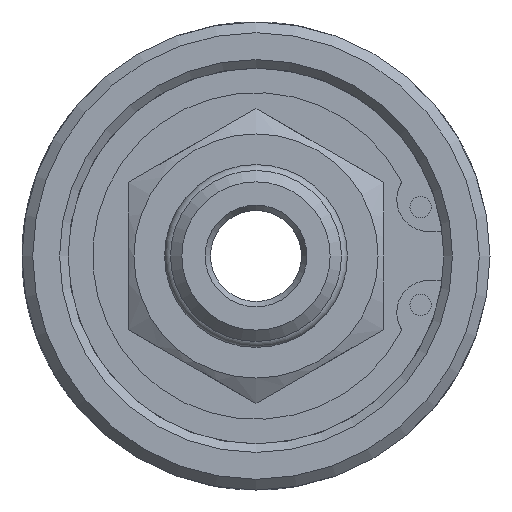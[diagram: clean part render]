
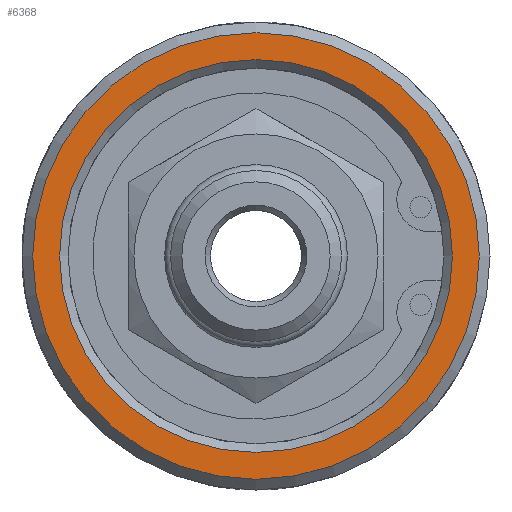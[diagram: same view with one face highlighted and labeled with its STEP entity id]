
A CAD part, left-side view. The second image highlights one B-rep face of the part: STEP entity #6368.
In plain terms, the highlighted planar face has unit normal (-1, 0, 0).
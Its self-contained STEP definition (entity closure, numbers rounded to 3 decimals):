
#606=FACE_BOUND('',#1970,.T.);
#1444=PLANE('',#6805);
#1590=FACE_OUTER_BOUND('',#1969,.T.);
#1969=EDGE_LOOP('',(#4390));
#1970=EDGE_LOOP('',(#4391));
#2400=CIRCLE('',#6787,20.85);
#2409=CIRCLE('',#6806,18.34);
#2677=VERTEX_POINT('',#9211);
#2691=VERTEX_POINT('',#9453);
#3349=EDGE_CURVE('',#2677,#2677,#2400,.T.);
#3374=EDGE_CURVE('',#2691,#2691,#2409,.T.);
#4390=ORIENTED_EDGE('',*,*,#3349,.F.);
#4391=ORIENTED_EDGE('',*,*,#3374,.F.);
#6368=ADVANCED_FACE('',(#1590,#606),#1444,.T.);
#6787=AXIS2_PLACEMENT_3D('',#9213,#7363,#7364);
#6805=AXIS2_PLACEMENT_3D('',#9452,#7407,#7408);
#6806=AXIS2_PLACEMENT_3D('',#9454,#7409,#7410);
#7363=DIRECTION('center_axis',(1.,0.,0.));
#7364=DIRECTION('ref_axis',(0.,-1.,0.));
#7407=DIRECTION('center_axis',(-1.,0.,0.));
#7408=DIRECTION('ref_axis',(0.,0.,1.));
#7409=DIRECTION('center_axis',(-1.,0.,0.));
#7410=DIRECTION('ref_axis',(0.,-1.,0.));
#9211=CARTESIAN_POINT('',(0.,20.85,0.));
#9213=CARTESIAN_POINT('Origin',(0.,0.,0.));
#9452=CARTESIAN_POINT('Origin',(0.,10.925,0.));
#9453=CARTESIAN_POINT('',(0.,18.34,0.));
#9454=CARTESIAN_POINT('Origin',(0.,0.,0.));
